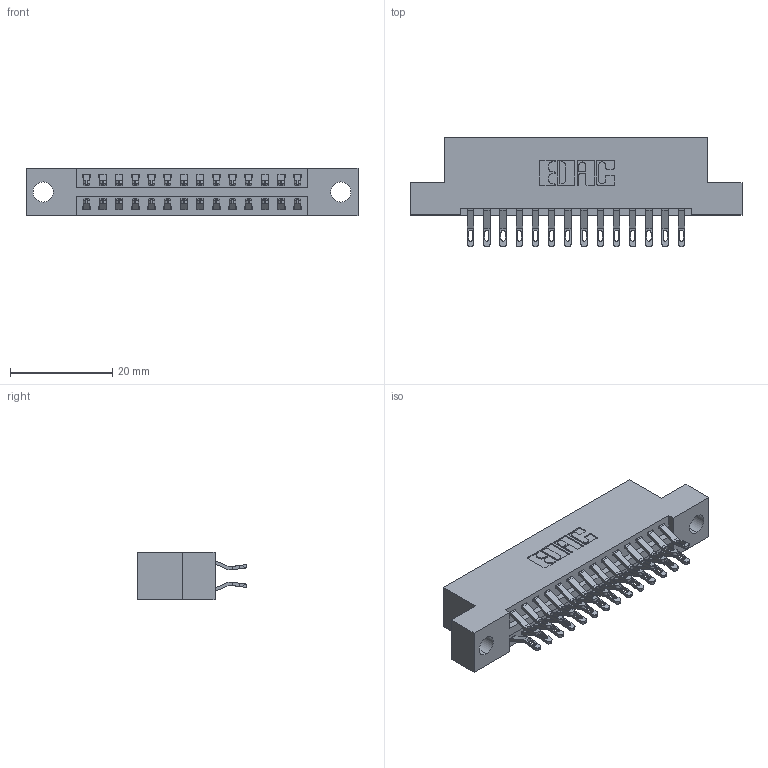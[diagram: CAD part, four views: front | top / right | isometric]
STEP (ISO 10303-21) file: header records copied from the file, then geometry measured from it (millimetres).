
FILE_DESCRIPTION (( 'STEP AP203' ), '1' );
FILE_NAME ('396-028-555-204.STEP', '2019-10-30T05:22:54', ( '' ), ( '' ), 'SwSTEP 2.0', 'SolidWorks 2016', '' );
FILE_SCHEMA (( 'CONFIG_CONTROL_DESIGN' ));
Length unit declared in the file: inch
Products named in the file (3): 396-028-555-204; 346 Part_Flush Mounting Lugs - 0.156 Dia-TH; 345-292-001_555 Tail
Assembly tree (29 placements, depth 2):
  396-028-555-204
    346 Part_Flush Mounting Lugs - 0.156 Dia-TH
    345-292-001_555 Tail  x28
Bounding box: 65.02 x 21.46 x 9.4 mm (x, y, z)
Volume: 6116.5 mm3; surface area: 8070.3 mm2
Topology: 29 solids, 29 shells, 1746 faces, 5453 edges, 3634 vertices
Faces by surface type: plane 1000, cylinder 746
Entity records: 13235 total; most frequent: CARTESIAN_POINT 2254, ORIENTED_EDGE 2158, DIRECTION 2007, EDGE_CURVE 1079, VECTOR 871, LINE 871, VERTEX_POINT 718, AXIS2_PLACEMENT_3D 568
